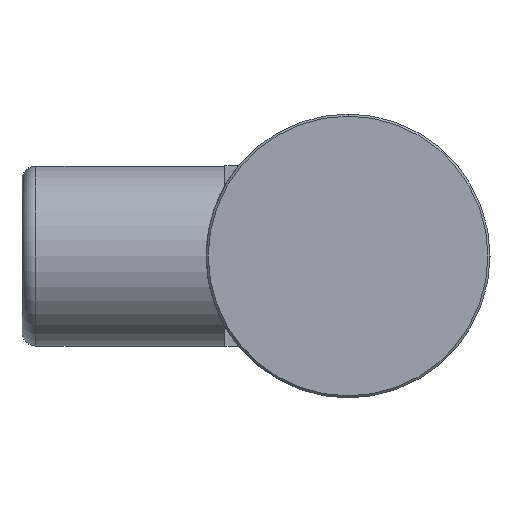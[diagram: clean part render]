
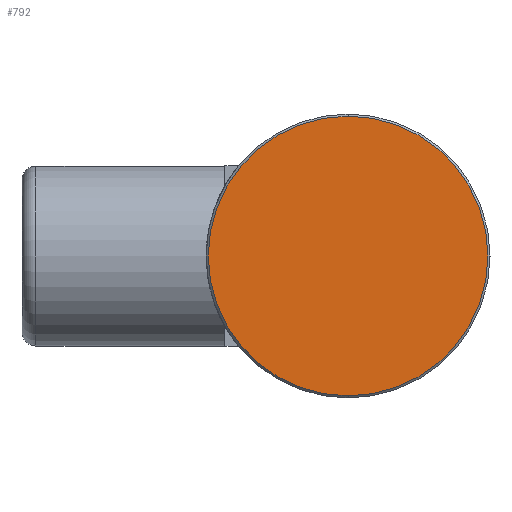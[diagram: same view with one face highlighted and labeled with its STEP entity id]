
A CAD part, left-side view. The second image highlights one B-rep face of the part: STEP entity #792.
In plain terms, the highlighted planar face has unit normal (-1, 0, 0).
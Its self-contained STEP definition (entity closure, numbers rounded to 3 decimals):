
#5 = EDGE_CURVE ( 'NONE', #415, #867, #569, .T. ) ;
#65 = PLANE ( 'NONE',  #568 ) ;
#141 = FACE_OUTER_BOUND ( 'NONE', #518, .T. ) ;
#170 = ORIENTED_EDGE ( 'NONE', *, *, #5, .T. ) ;
#370 = ORIENTED_EDGE ( 'NONE', *, *, #805, .T. ) ;
#371 = CARTESIAN_POINT ( 'NONE',  ( 0., 0., -20.2 ) ) ;
#373 = DIRECTION ( 'NONE',  ( 0., 0., 1. ) ) ;
#376 = DIRECTION ( 'NONE',  ( -1., 0., 0. ) ) ;
#386 = CARTESIAN_POINT ( 'NONE',  ( 0., 0., 20.2 ) ) ;
#397 = CIRCLE ( 'NONE', #621, 20.2 ) ;
#415 = VERTEX_POINT ( 'NONE', #371 ) ;
#419 = DIRECTION ( 'NONE',  ( 0., 0., 1. ) ) ;
#518 = EDGE_LOOP ( 'NONE', ( #170, #370 ) ) ;
#568 = AXIS2_PLACEMENT_3D ( 'NONE', #934, #620, #1018 ) ;
#569 = CIRCLE ( 'NONE', #875, 20.2 ) ;
#620 = DIRECTION ( 'NONE',  ( 1., 0., 0. ) ) ;
#621 = AXIS2_PLACEMENT_3D ( 'NONE', #852, #376, #373 ) ;
#645 = CARTESIAN_POINT ( 'NONE',  ( 0., 0., 0. ) ) ;
#792 = ADVANCED_FACE ( 'NONE', ( #141 ), #65, .F. ) ;
#796 = DIRECTION ( 'NONE',  ( -1., 0., 0. ) ) ;
#805 = EDGE_CURVE ( 'NONE', #867, #415, #397, .T. ) ;
#852 = CARTESIAN_POINT ( 'NONE',  ( 0., 0., 0. ) ) ;
#867 = VERTEX_POINT ( 'NONE', #386 ) ;
#875 = AXIS2_PLACEMENT_3D ( 'NONE', #645, #796, #419 ) ;
#934 = CARTESIAN_POINT ( 'NONE',  ( 0., 0., 0. ) ) ;
#1018 = DIRECTION ( 'NONE',  ( 0., 0., -1. ) ) ;
